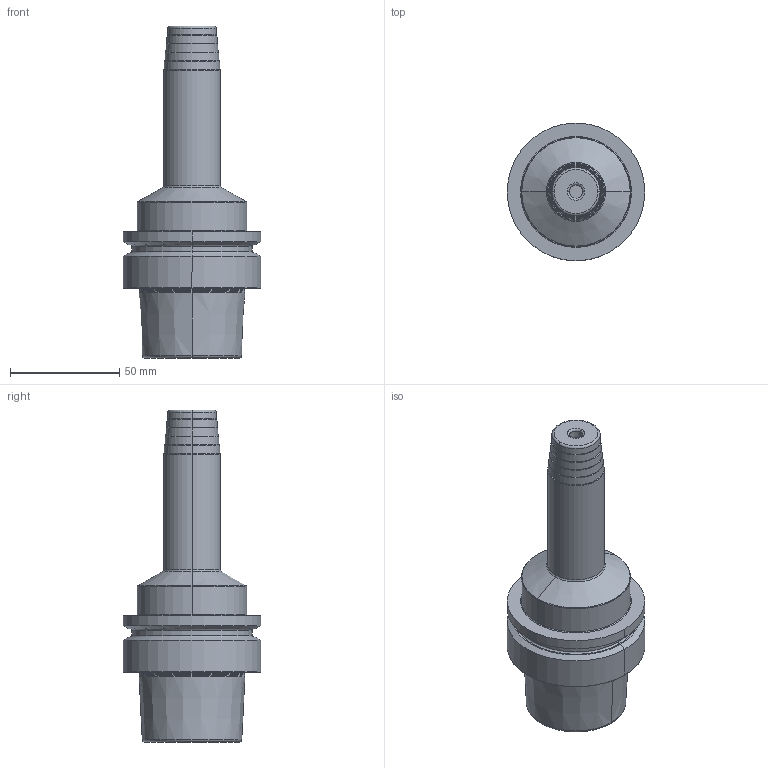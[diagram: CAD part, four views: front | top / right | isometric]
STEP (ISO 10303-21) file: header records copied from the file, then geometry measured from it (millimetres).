
FILE_DESCRIPTION((''),'2;1');
FILE_NAME('30526671','2015-10-08T',('machalkem'),(''),'PRO/ENGINEER BY PARAMETRIC TECHNOLOGY CORPORATION, 2011220','PRO/ENGINEER BY PARAMETRIC TECHNOLOGY CORPORATION, 2011220','');
FILE_SCHEMA(('AUTOMOTIVE_DESIGN_CC2 { 1 2 10303 214 -1 1 5 2 }'));
Length unit declared in the file: millimetre
Products named in the file (1): 30526671
Bounding box: 63 x 63 x 151.9 mm (x, y, z)
Volume: 203733.5 mm3; surface area: 25377.2 mm2
Topology: 1 solids, 1 shells, 80 faces, 345 edges, 285 vertices
Faces by surface type: torus 30, cone 24, cylinder 14, plane 12
Entity records: 4434 total; most frequent: DIRECTION 698, CARTESIAN_POINT 521, PRESENTATION_STYLE_ASSIGNMENT 360, STYLED_ITEM 360, CURVE_STYLE 355, ORIENTED_EDGE 316, AXIS2_PLACEMENT_3D 267, TRIMMED_CURVE 187
